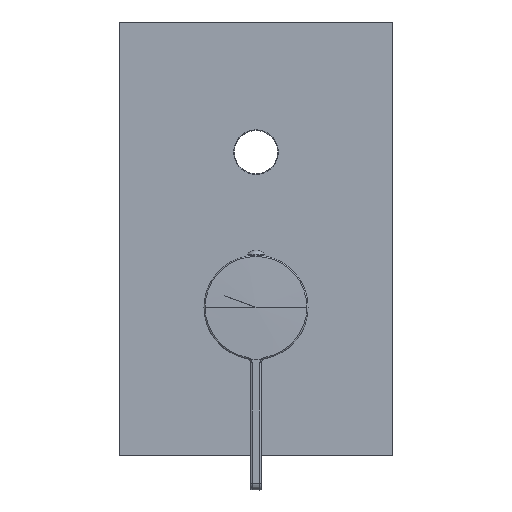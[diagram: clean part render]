
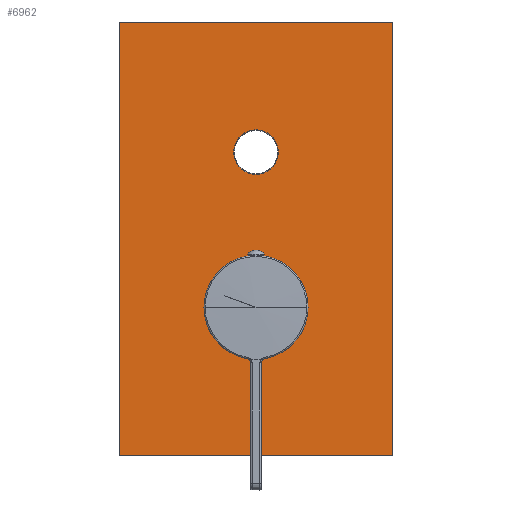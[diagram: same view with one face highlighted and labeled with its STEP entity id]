
A CAD part, top view. The second image highlights one B-rep face of the part: STEP entity #6962.
In plain terms, the highlighted planar face has unit normal (0, 0, 1).
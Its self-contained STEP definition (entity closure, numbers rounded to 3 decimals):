
#5908=DIRECTION('',(0.,1.,0.));
#5909=VECTOR('',#5908,190.);
#5910=CARTESIAN_POINT('',(60.,-65.,-2.));
#5911=LINE('',#5910,#5909);
#5912=DIRECTION('',(1.,0.,0.));
#5913=VECTOR('',#5912,120.);
#5914=CARTESIAN_POINT('',(-60.,-65.,-2.));
#5915=LINE('',#5914,#5913);
#5916=DIRECTION('',(0.,-1.,0.));
#5917=VECTOR('',#5916,190.);
#5918=CARTESIAN_POINT('',(-60.,125.,-2.));
#5919=LINE('',#5918,#5917);
#5920=DIRECTION('',(-1.,0.,0.));
#5921=VECTOR('',#5920,120.);
#5922=CARTESIAN_POINT('',(60.,125.,-2.));
#5923=LINE('',#5922,#5921);
#5924=CARTESIAN_POINT('',(0.,0.,-2.));
#5925=DIRECTION('',(0.,0.,-1.));
#5926=DIRECTION('',(-1.,0.,0.));
#5927=AXIS2_PLACEMENT_3D('',#5924,#5925,#5926);
#5929=CARTESIAN_POINT('',(0.,0.,-2.));
#5930=DIRECTION('',(0.,0.,-1.));
#5931=DIRECTION('',(1.,0.,0.));
#5932=AXIS2_PLACEMENT_3D('',#5929,#5930,#5931);
#5934=CARTESIAN_POINT('',(0.,68.,-2.));
#5935=DIRECTION('',(0.,0.,-1.));
#5936=DIRECTION('',(-1.,0.,0.));
#5937=AXIS2_PLACEMENT_3D('',#5934,#5935,#5936);
#5939=CARTESIAN_POINT('',(0.,68.,-2.));
#5940=DIRECTION('',(0.,0.,-1.));
#5941=DIRECTION('',(1.,0.,0.));
#5942=AXIS2_PLACEMENT_3D('',#5939,#5940,#5941);
#6268=CARTESIAN_POINT('',(-22.8,0.,-2.));
#6269=CARTESIAN_POINT('',(22.8,0.,-2.));
#6270=VERTEX_POINT('',#6268);
#6271=VERTEX_POINT('',#6269);
#6272=CARTESIAN_POINT('',(-9.75,68.,-2.));
#6273=CARTESIAN_POINT('',(9.75,68.,-2.));
#6274=VERTEX_POINT('',#6272);
#6275=VERTEX_POINT('',#6273);
#6276=CARTESIAN_POINT('',(60.,-65.,-2.));
#6277=CARTESIAN_POINT('',(60.,125.,-2.));
#6278=VERTEX_POINT('',#6276);
#6279=VERTEX_POINT('',#6277);
#6280=CARTESIAN_POINT('',(-60.,125.,-2.));
#6281=VERTEX_POINT('',#6280);
#6282=CARTESIAN_POINT('',(-60.,-65.,-2.));
#6283=VERTEX_POINT('',#6282);
#6939=CARTESIAN_POINT('',(0.,30.,-2.));
#6940=DIRECTION('',(0.,0.,1.));
#6941=DIRECTION('',(-1.,0.,0.));
#6942=AXIS2_PLACEMENT_3D('',#6939,#6940,#6941);
#6943=PLANE('',#6942);
#6944=ORIENTED_EDGE('',*,*,#6759,.F.);
#6945=ORIENTED_EDGE('',*,*,#6867,.F.);
#6946=ORIENTED_EDGE('',*,*,#6602,.F.);
#6947=ORIENTED_EDGE('',*,*,#6650,.F.);
#6948=EDGE_LOOP('',(#6944,#6945,#6946,#6947));
#6949=FACE_OUTER_BOUND('',#6948,.F.);
#6951=ORIENTED_EDGE('',*,*,#6950,.F.);
#6953=ORIENTED_EDGE('',*,*,#6952,.F.);
#6954=EDGE_LOOP('',(#6951,#6953));
#6955=FACE_BOUND('',#6954,.F.);
#6957=ORIENTED_EDGE('',*,*,#6956,.F.);
#6959=ORIENTED_EDGE('',*,*,#6958,.F.);
#6960=EDGE_LOOP('',(#6957,#6959));
#6961=FACE_BOUND('',#6960,.F.);
#6962=ADVANCED_FACE('',(#6949,#6955,#6961),#6943,.T.);
#5928=CIRCLE('',#5927,22.8);
#5933=CIRCLE('',#5932,22.8);
#5938=CIRCLE('',#5937,9.75);
#5943=CIRCLE('',#5942,9.75);
#6602=EDGE_CURVE('',#6281,#6283,#5919,.T.);
#6650=EDGE_CURVE('',#6279,#6281,#5923,.T.);
#6759=EDGE_CURVE('',#6278,#6279,#5911,.T.);
#6867=EDGE_CURVE('',#6283,#6278,#5915,.T.);
#6950=EDGE_CURVE('',#6270,#6271,#5928,.T.);
#6952=EDGE_CURVE('',#6271,#6270,#5933,.T.);
#6956=EDGE_CURVE('',#6274,#6275,#5938,.T.);
#6958=EDGE_CURVE('',#6275,#6274,#5943,.T.);
